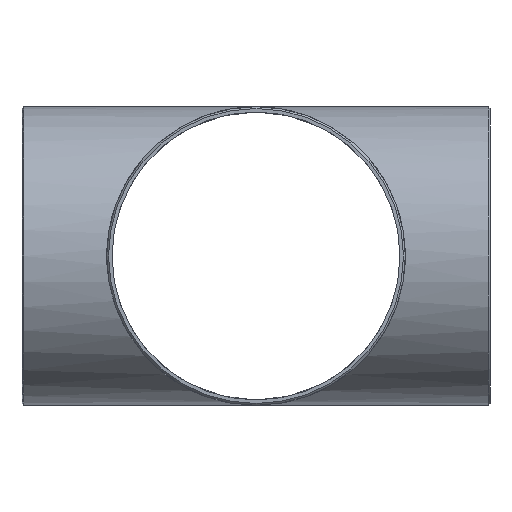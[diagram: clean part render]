
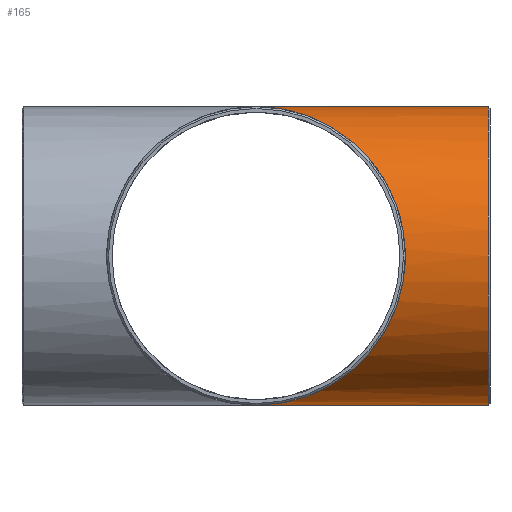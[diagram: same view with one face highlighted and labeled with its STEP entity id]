
A CAD part, left-side view. The second image highlights one B-rep face of the part: STEP entity #165.
In plain terms, the highlighted cylindrical face has radius 178 mm (diameter 356 mm), a partial arc.
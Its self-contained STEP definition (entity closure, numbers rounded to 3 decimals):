
#20 = CARTESIAN_POINT ( 'NONE',  ( 0., -276.883, 178. ) ) ;
#42 = CARTESIAN_POINT ( 'NONE',  ( -356., -356., -178. ) ) ;
#47 = CARTESIAN_POINT ( 'NONE',  ( 0., -279., 178. ) ) ;
#62 = EDGE_CURVE ( 'NONE', #360, #590, #608, .T. ) ;
#63 = CYLINDRICAL_SURFACE ( 'NONE', #247, 178. ) ;
#89 = CARTESIAN_POINT ( 'NONE',  ( 0., 0., 178. ) ) ;
#113 = ORIENTED_EDGE ( 'NONE', *, *, #452, .T. ) ;
#147 = CARTESIAN_POINT ( 'NONE',  ( 0., -279., -178. ) ) ;
#150 = VERTEX_POINT ( 'NONE', #177 ) ;
#155 = DIRECTION ( 'NONE',  ( 0., 1., 0. ) ) ;
#157 = CIRCLE ( 'NONE', #699, 178. ) ;
#165 = ADVANCED_FACE ( 'NONE', ( #416 ), #63, .T. ) ;
#177 = CARTESIAN_POINT ( 'NONE',  ( 0., -276.883, -178. ) ) ;
#196 = ORIENTED_EDGE ( 'NONE', *, *, #225, .F. ) ;
#203 = DIRECTION ( 'NONE',  ( 0., 1., 0. ) ) ;
#225 = EDGE_CURVE ( 'NONE', #150, #360, #329, .T. ) ;
#246 = DIRECTION ( 'NONE',  ( 0., 0., -1. ) ) ;
#247 = AXIS2_PLACEMENT_3D ( 'NONE', #426, #299, #246 ) ;
#260 = CARTESIAN_POINT ( 'NONE',  ( 0., 0., -178. ) ) ;
#285 = CARTESIAN_POINT ( 'NONE',  ( 0., 0., -178. ) ) ;
#299 = DIRECTION ( 'NONE',  ( 0., 1., 0. ) ) ;
#314 = VERTEX_POINT ( 'NONE', #20 ) ;
#329 = LINE ( 'NONE', #147, #581 ) ;
#360 = VERTEX_POINT ( 'NONE', #260 ) ;
#379 = DIRECTION ( 'NONE',  ( 0., 1., 0. ) ) ;
#391 = CARTESIAN_POINT ( 'NONE',  ( -356., -356., 178. ) ) ;
#416 = FACE_OUTER_BOUND ( 'NONE', #582, .T. ) ;
#426 = CARTESIAN_POINT ( 'NONE',  ( 0., -279., 0. ) ) ;
#452 = EDGE_CURVE ( 'NONE', #150, #314, #157, .T. ) ;
#454 = CARTESIAN_POINT ( 'NONE',  ( 0., 0., 178. ) ) ;
#485 = ORIENTED_EDGE ( 'NONE', *, *, #62, .F. ) ;
#490 = CARTESIAN_POINT ( 'NONE',  ( 0., -276.883, 0. ) ) ;
#536 = ORIENTED_EDGE ( 'NONE', *, *, #738, .T. ) ;
#576 = LINE ( 'NONE', #47, #623 ) ;
#581 = VECTOR ( 'NONE', #379, 1000. ) ;
#582 = EDGE_LOOP ( 'NONE', ( #113, #536, #485, #196 ) ) ;
#590 = VERTEX_POINT ( 'NONE', #454 ) ;
#608 =( BOUNDED_CURVE ( )  B_SPLINE_CURVE ( 3, ( #285, #42, #391, #89 ),
 .UNSPECIFIED., .F., .T. ) 
 B_SPLINE_CURVE_WITH_KNOTS ( ( 4, 4 ),
 ( 4.712, 7.854 ),
 .UNSPECIFIED. ) 
 CURVE ( )  GEOMETRIC_REPRESENTATION_ITEM ( )  RATIONAL_B_SPLINE_CURVE ( ( 1., 0.333, 0.333, 1. ) ) 
 REPRESENTATION_ITEM ( '' )  );
#623 = VECTOR ( 'NONE', #155, 1000. ) ;
#627 = DIRECTION ( 'NONE',  ( 0., 0., -1. ) ) ;
#699 = AXIS2_PLACEMENT_3D ( 'NONE', #490, #203, #627 ) ;
#738 = EDGE_CURVE ( 'NONE', #314, #590, #576, .T. ) ;
